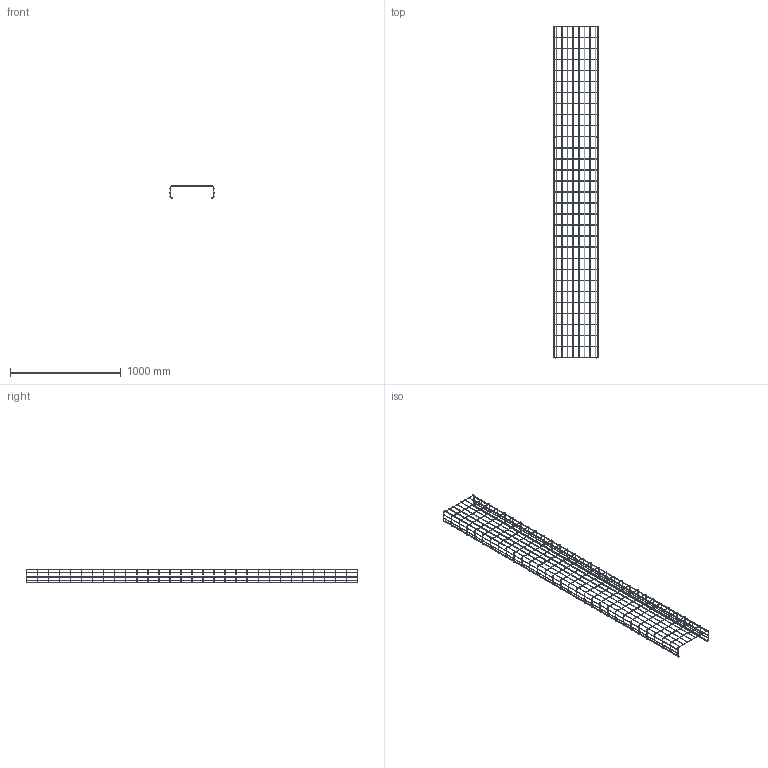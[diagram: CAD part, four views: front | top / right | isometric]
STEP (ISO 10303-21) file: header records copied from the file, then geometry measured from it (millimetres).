
FILE_DESCRIPTION((''),'2;1');
FILE_NAME('910340_PRT','2018-11-07T13:26:20',('tomasz.grudniewski'),(''),'CREO PARAMETRIC BY PTC INC, 2018260','CREO PARAMETRIC BY PTC INC, 2018260','');
FILE_SCHEMA(('CONFIG_CONTROL_DESIGN'));
Length unit declared in the file: millimetre
Products named in the file (1): 910340_PRT
Bounding box: 400 x 3004.5 x 118 mm (x, y, z)
Volume: 1072620.8 mm3; surface area: 954671.9 mm2
Topology: 47 solids, 47 shells, 870 faces, 1646 edges, 870 vertices
Faces by surface type: cylinder 342, torus 248, bspline 124, plane 94, cone 62
Entity records: 35614 total; most frequent: CARTESIAN_POINT 18638, DIRECTION 3760, ORIENTED_EDGE 3292, EDGE_CURVE 1646, AXIS2_PLACEMENT_3D 1616, VERTEX_POINT 870, EDGE_LOOP 870, FACE_OUTER_BOUND 870
